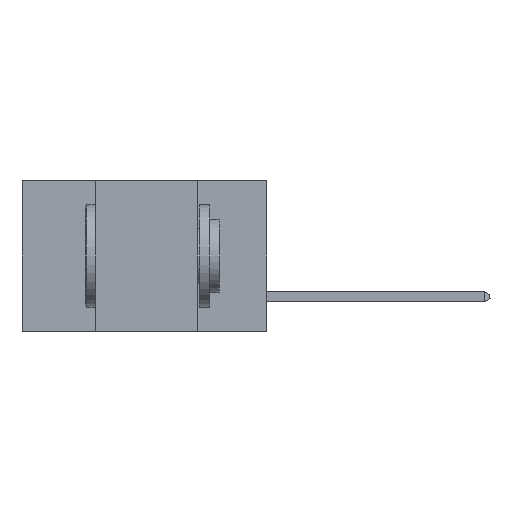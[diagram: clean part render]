
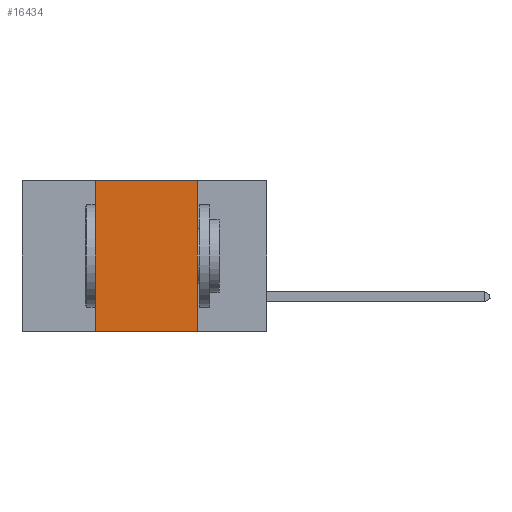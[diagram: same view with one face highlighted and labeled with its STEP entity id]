
A CAD part, left-side view. The second image highlights one B-rep face of the part: STEP entity #16434.
In plain terms, the highlighted planar face has unit normal (-1, 0, 0).
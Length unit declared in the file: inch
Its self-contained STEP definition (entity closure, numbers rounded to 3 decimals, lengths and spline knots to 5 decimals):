
#117 = CARTESIAN_POINT ( 'NONE',  ( 0., 0.42, 0. ) ) ;
#338 = CARTESIAN_POINT ( 'NONE',  ( 0., 0.17, -0.37 ) ) ;
#747 = CARTESIAN_POINT ( 'NONE',  ( 0., 0.6, 0. ) ) ;
#789 = VECTOR ( 'NONE', #19751, 39.37008 ) ;
#1675 = VERTEX_POINT ( 'NONE', #338 ) ;
#1944 = CARTESIAN_POINT ( 'NONE',  ( 0., 0.42, -0.37 ) ) ;
#2269 = PLANE ( 'NONE',  #14900 ) ;
#2939 = ORIENTED_EDGE ( 'NONE', *, *, #4050, .F. ) ;
#3519 = DIRECTION ( 'NONE',  ( 0., 0., -1. ) ) ;
#3828 = DIRECTION ( 'NONE',  ( 1., 0., 0. ) ) ;
#4050 = EDGE_CURVE ( 'NONE', #11764, #7643, #13576, .T. ) ;
#4075 = CARTESIAN_POINT ( 'NONE',  ( 0., 0.17, 0. ) ) ;
#4107 = VECTOR ( 'NONE', #19487, 39.37008 ) ;
#6285 = LINE ( 'NONE', #14879, #4107 ) ;
#6466 = VERTEX_POINT ( 'NONE', #4075 ) ;
#6807 = ORIENTED_EDGE ( 'NONE', *, *, #12649, .F. ) ;
#6946 = VECTOR ( 'NONE', #3519, 39.37008 ) ;
#7643 = VERTEX_POINT ( 'NONE', #18492 ) ;
#7677 = LINE ( 'NONE', #12739, #6946 ) ;
#8514 = DIRECTION ( 'NONE',  ( 0., 0., -1. ) ) ;
#9485 = DIRECTION ( 'NONE',  ( 0., 0., 1. ) ) ;
#11764 = VERTEX_POINT ( 'NONE', #1944 ) ;
#12198 = LINE ( 'NONE', #18323, #789 ) ;
#12649 = EDGE_CURVE ( 'NONE', #7643, #6466, #12198, .T. ) ;
#12739 = CARTESIAN_POINT ( 'NONE',  ( 0., 0.17, 0. ) ) ;
#13576 = LINE ( 'NONE', #117, #13812 ) ;
#13812 = VECTOR ( 'NONE', #9485, 39.37008 ) ;
#14155 = FACE_OUTER_BOUND ( 'NONE', #15997, .T. ) ;
#14879 = CARTESIAN_POINT ( 'NONE',  ( 0., 0.6, -0.37 ) ) ;
#14900 = AXIS2_PLACEMENT_3D ( 'NONE', #747, #3828, #8514 ) ;
#15526 = ORIENTED_EDGE ( 'NONE', *, *, #15591, .F. ) ;
#15591 = EDGE_CURVE ( 'NONE', #6466, #1675, #7677, .T. ) ;
#15879 = ORIENTED_EDGE ( 'NONE', *, *, #19823, .T. ) ;
#15997 = EDGE_LOOP ( 'NONE', ( #15526, #6807, #2939, #15879 ) ) ;
#16434 = ADVANCED_FACE ( 'NONE', ( #14155 ), #2269, .F. ) ;
#18323 = CARTESIAN_POINT ( 'NONE',  ( 0., 0.6, 0. ) ) ;
#18492 = CARTESIAN_POINT ( 'NONE',  ( 0., 0.42, 0. ) ) ;
#19487 = DIRECTION ( 'NONE',  ( 0., -1., 0. ) ) ;
#19751 = DIRECTION ( 'NONE',  ( 0., -1., 0. ) ) ;
#19823 = EDGE_CURVE ( 'NONE', #11764, #1675, #6285, .T. ) ;
